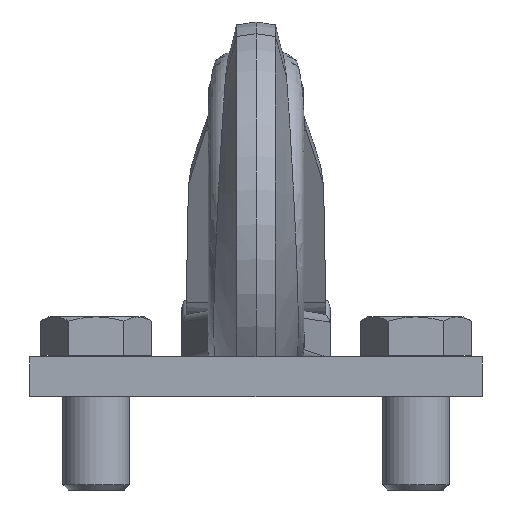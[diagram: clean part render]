
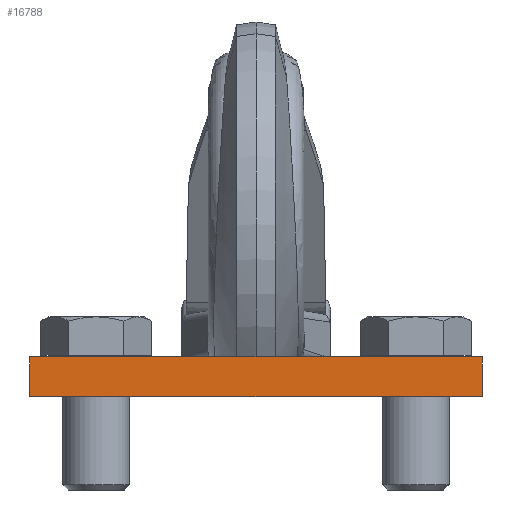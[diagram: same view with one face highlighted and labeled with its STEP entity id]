
A CAD part, front view. The second image highlights one B-rep face of the part: STEP entity #16788.
In plain terms, the highlighted face is planar.
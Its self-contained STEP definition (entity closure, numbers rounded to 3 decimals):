
#12494=DIRECTION('',(1.,0.,0.));
#12495=VECTOR('',#12494,170.);
#12496=CARTESIAN_POINT('',(-85.,0.,0.));
#12497=LINE('',#12496,#12495);
#12550=DIRECTION('',(0.,1.,0.));
#12551=VECTOR('',#12550,15.);
#12552=CARTESIAN_POINT('',(-85.,0.,0.));
#12553=LINE('',#12552,#12551);
#12562=DIRECTION('',(0.,1.,0.));
#12563=VECTOR('',#12562,15.);
#12564=CARTESIAN_POINT('',(85.,0.,0.));
#12565=LINE('',#12564,#12563);
#12566=DIRECTION('',(1.,0.,0.));
#12567=VECTOR('',#12566,170.);
#12568=CARTESIAN_POINT('',(-85.,15.,0.));
#12569=LINE('',#12568,#12567);
#15678=CARTESIAN_POINT('',(-85.,0.,0.));
#15679=CARTESIAN_POINT('',(85.,0.,0.));
#15680=VERTEX_POINT('',#15678);
#15681=VERTEX_POINT('',#15679);
#15686=CARTESIAN_POINT('',(-85.,15.,0.));
#15687=CARTESIAN_POINT('',(85.,15.,0.));
#15688=VERTEX_POINT('',#15686);
#15689=VERTEX_POINT('',#15687);
#16774=CARTESIAN_POINT('',(-85.,0.,0.));
#16775=DIRECTION('',(0.,0.,1.));
#16776=DIRECTION('',(1.,0.,0.));
#16777=AXIS2_PLACEMENT_3D('',#16774,#16775,#16776);
#16778=PLANE('',#16777);
#16779=ORIENTED_EDGE('',*,*,#16739,.F.);
#16781=ORIENTED_EDGE('',*,*,#16780,.T.);
#16783=ORIENTED_EDGE('',*,*,#16782,.T.);
#16785=ORIENTED_EDGE('',*,*,#16784,.F.);
#16786=EDGE_LOOP('',(#16779,#16781,#16783,#16785));
#16787=FACE_OUTER_BOUND('',#16786,.F.);
#16788=ADVANCED_FACE('',(#16787),#16778,.T.);
#16739=EDGE_CURVE('',#15680,#15681,#12497,.T.);
#16780=EDGE_CURVE('',#15680,#15688,#12553,.T.);
#16782=EDGE_CURVE('',#15688,#15689,#12569,.T.);
#16784=EDGE_CURVE('',#15681,#15689,#12565,.T.);
